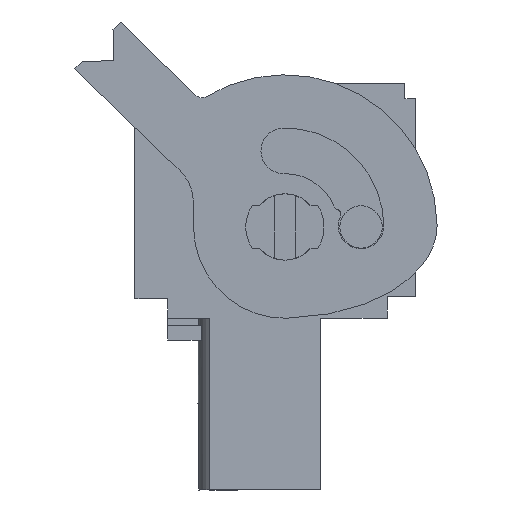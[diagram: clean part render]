
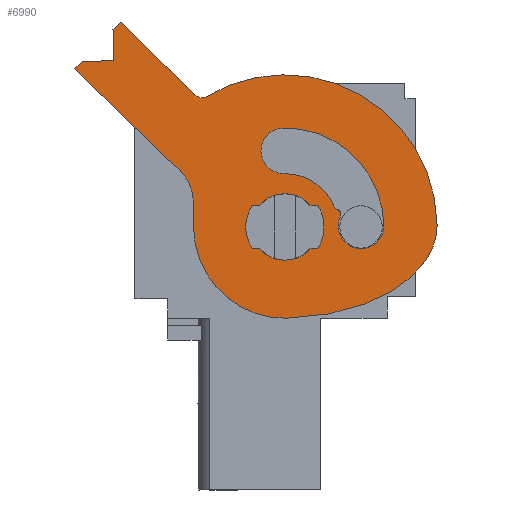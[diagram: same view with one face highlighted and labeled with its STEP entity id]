
A CAD part, left-side view. The second image highlights one B-rep face of the part: STEP entity #6990.
In plain terms, the highlighted planar face has unit normal (-1, 0, 0).
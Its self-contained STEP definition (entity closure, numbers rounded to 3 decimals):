
#6329=AXIS2_PLACEMENT_3D('Circle Axis2P3D',#6327,#6328,$) ;
#6532=AXIS2_PLACEMENT_3D('Circle Axis2P3D',#6530,#6531,$) ;
#6563=AXIS2_PLACEMENT_3D('Circle Axis2P3D',#6561,#6562,$) ;
#6716=AXIS2_PLACEMENT_3D('Circle Axis2P3D',#6714,#6715,$) ;
#6747=AXIS2_PLACEMENT_3D('Circle Axis2P3D',#6745,#6746,$) ;
#6771=AXIS2_PLACEMENT_3D('Circle Axis2P3D',#6769,#6770,$) ;
#6795=AXIS2_PLACEMENT_3D('Circle Axis2P3D',#6793,#6794,$) ;
#6819=AXIS2_PLACEMENT_3D('Circle Axis2P3D',#6817,#6818,$) ;
#6836=AXIS2_PLACEMENT_3D('Circle Axis2P3D',#6834,#6835,$) ;
#6853=AXIS2_PLACEMENT_3D('Circle Axis2P3D',#6851,#6852,$) ;
#6901=AXIS2_PLACEMENT_3D('Circle Axis2P3D',#6899,#6900,$) ;
#6957=AXIS2_PLACEMENT_3D('Plane Axis2P3D',#6954,#6955,#6956) ;
#6975=AXIS2_PLACEMENT_3D('Circle Axis2P3D',#6973,#6974,$) ;
#6324=CARTESIAN_POINT('Vertex',(0.5,6.999,13.625)) ;
#6327=CARTESIAN_POINT('Axis2P3D Location',(0.5,6.999,12.1)) ;
#6331=CARTESIAN_POINT('Vertex',(0.5,6.999,10.575)) ;
#6527=CARTESIAN_POINT('Vertex',(0.5,10.607,18.099)) ;
#6530=CARTESIAN_POINT('Axis2P3D Location',(0.5,6.999,12.1)) ;
#6534=CARTESIAN_POINT('Vertex',(0.5,0.,12.21)) ;
#6558=CARTESIAN_POINT('Vertex',(0.5,6.933,7.901)) ;
#6561=CARTESIAN_POINT('Axis2P3D Location',(0.5,6.999,12.1)) ;
#6565=CARTESIAN_POINT('Vertex',(0.5,11.198,12.034)) ;
#6589=CARTESIAN_POINT('Vertex',(0.5,16.66,19.374)) ;
#6592=CARTESIAN_POINT('Line Origine',(0.5,16.492,19.547)) ;
#6596=CARTESIAN_POINT('Vertex',(0.5,16.324,19.72)) ;
#6616=CARTESIAN_POINT('Line Origine',(0.5,15.605,19.732)) ;
#6620=CARTESIAN_POINT('Vertex',(0.5,14.886,19.743)) ;
#6640=CARTESIAN_POINT('Line Origine',(0.5,14.897,20.462)) ;
#6644=CARTESIAN_POINT('Vertex',(0.5,14.909,21.181)) ;
#6659=CARTESIAN_POINT('Line Origine',(0.5,14.741,21.355)) ;
#6663=CARTESIAN_POINT('Vertex',(0.5,14.573,21.528)) ;
#6683=CARTESIAN_POINT('Line Origine',(0.5,12.832,19.841)) ;
#6687=CARTESIAN_POINT('Vertex',(0.5,11.091,18.154)) ;
#6711=CARTESIAN_POINT('Vertex',(0.5,7.038,14.55)) ;
#6714=CARTESIAN_POINT('Axis2P3D Location',(0.5,6.999,12.1)) ;
#6718=CARTESIAN_POINT('Vertex',(0.5,4.727,13.018)) ;
#6742=CARTESIAN_POINT('Vertex',(0.5,4.583,12.897)) ;
#6745=CARTESIAN_POINT('Axis2P3D Location',(0.5,4.624,12.701)) ;
#6749=CARTESIAN_POINT('Vertex',(0.5,4.444,12.614)) ;
#6769=CARTESIAN_POINT('Axis2P3D Location',(0.5,4.542,13.093)) ;
#6790=CARTESIAN_POINT('Vertex',(0.5,7.071,16.649)) ;
#6793=CARTESIAN_POINT('Axis2P3D Location',(0.5,7.054,15.6)) ;
#6814=CARTESIAN_POINT('Vertex',(0.5,2.45,12.172)) ;
#6817=CARTESIAN_POINT('Axis2P3D Location',(0.5,6.999,12.1)) ;
#6834=CARTESIAN_POINT('Axis2P3D Location',(0.5,3.499,12.155)) ;
#6851=CARTESIAN_POINT('Axis2P3D Location',(0.5,10.813,18.442)) ;
#6872=CARTESIAN_POINT('Vertex',(0.5,11.826,14.689)) ;
#6875=CARTESIAN_POINT('Line Origine',(0.5,14.243,17.031)) ;
#6896=CARTESIAN_POINT('Vertex',(0.5,11.218,13.284)) ;
#6899=CARTESIAN_POINT('Axis2P3D Location',(0.5,13.218,13.253)) ;
#6916=CARTESIAN_POINT('Line Origine',(0.5,11.208,12.659)) ;
#6937=CARTESIAN_POINT('Control Point',(0.5,6.933,7.901)) ;
#6938=CARTESIAN_POINT('Control Point',(0.5,5.853,7.917)) ;
#6939=CARTESIAN_POINT('Control Point',(0.5,4.775,8.059)) ;
#6940=CARTESIAN_POINT('Control Point',(0.5,3.734,8.326)) ;
#6941=CARTESIAN_POINT('Control Point',(0.5,1.928,9.07)) ;
#6942=CARTESIAN_POINT('Control Point',(0.5,0.648,10.227)) ;
#6943=CARTESIAN_POINT('Control Point',(0.5,0.205,10.857)) ;
#6944=CARTESIAN_POINT('Control Point',(0.5,-0.011,11.535)) ;
#6945=CARTESIAN_POINT('Control Point',(0.5,0.,12.21)) ;
#6954=CARTESIAN_POINT('Axis2P3D Location',(0.5,8.399,24.2)) ;
#6973=CARTESIAN_POINT('Axis2P3D Location',(0.5,6.999,12.1)) ;
#6328=DIRECTION('Axis2P3D Direction',(-1.,0.,0.)) ;
#6531=DIRECTION('Axis2P3D Direction',(-1.,0.,0.)) ;
#6562=DIRECTION('Axis2P3D Direction',(-1.,0.,0.)) ;
#6593=DIRECTION('Vector Direction',(0.,-0.696,0.718)) ;
#6617=DIRECTION('Vector Direction',(0.,-1.,0.016)) ;
#6641=DIRECTION('Vector Direction',(0.,0.016,1.)) ;
#6660=DIRECTION('Vector Direction',(0.,-0.696,0.718)) ;
#6684=DIRECTION('Vector Direction',(0.,-0.718,-0.696)) ;
#6715=DIRECTION('Axis2P3D Direction',(-1.,0.,0.)) ;
#6746=DIRECTION('Axis2P3D Direction',(-1.,0.,0.)) ;
#6770=DIRECTION('Axis2P3D Direction',(-1.,0.,0.)) ;
#6794=DIRECTION('Axis2P3D Direction',(-1.,0.,0.)) ;
#6818=DIRECTION('Axis2P3D Direction',(-1.,0.,0.)) ;
#6835=DIRECTION('Axis2P3D Direction',(-1.,0.,0.)) ;
#6852=DIRECTION('Axis2P3D Direction',(-1.,0.,0.)) ;
#6876=DIRECTION('Vector Direction',(0.,-0.718,-0.696)) ;
#6900=DIRECTION('Axis2P3D Direction',(-1.,0.,0.)) ;
#6917=DIRECTION('Vector Direction',(0.,-0.016,-1.)) ;
#6955=DIRECTION('Axis2P3D Direction',(1.,0.,0.)) ;
#6956=DIRECTION('Axis2P3D XDirection',(0.,0.,-1.)) ;
#6974=DIRECTION('Axis2P3D Direction',(1.,0.,0.)) ;
#6594=VECTOR('Line Direction',#6593,1.) ;
#6618=VECTOR('Line Direction',#6617,1.) ;
#6642=VECTOR('Line Direction',#6641,1.) ;
#6661=VECTOR('Line Direction',#6660,1.) ;
#6685=VECTOR('Line Direction',#6684,1.) ;
#6877=VECTOR('Line Direction',#6876,1.) ;
#6918=VECTOR('Line Direction',#6917,1.) ;
#6960=ORIENTED_EDGE('',*,*,#6946,.T.) ;
#6961=ORIENTED_EDGE('',*,*,#6536,.F.) ;
#6962=ORIENTED_EDGE('',*,*,#6855,.T.) ;
#6963=ORIENTED_EDGE('',*,*,#6689,.F.) ;
#6964=ORIENTED_EDGE('',*,*,#6665,.F.) ;
#6965=ORIENTED_EDGE('',*,*,#6646,.F.) ;
#6966=ORIENTED_EDGE('',*,*,#6622,.F.) ;
#6967=ORIENTED_EDGE('',*,*,#6598,.F.) ;
#6968=ORIENTED_EDGE('',*,*,#6879,.T.) ;
#6969=ORIENTED_EDGE('',*,*,#6903,.T.) ;
#6970=ORIENTED_EDGE('',*,*,#6920,.T.) ;
#6971=ORIENTED_EDGE('',*,*,#6567,.F.) ;
#6979=ORIENTED_EDGE('',*,*,#6977,.T.) ;
#6980=ORIENTED_EDGE('',*,*,#6333,.T.) ;
#6983=ORIENTED_EDGE('',*,*,#6821,.T.) ;
#6984=ORIENTED_EDGE('',*,*,#6838,.T.) ;
#6985=ORIENTED_EDGE('',*,*,#6751,.F.) ;
#6986=ORIENTED_EDGE('',*,*,#6773,.T.) ;
#6987=ORIENTED_EDGE('',*,*,#6720,.F.) ;
#6988=ORIENTED_EDGE('',*,*,#6797,.T.) ;
#6981=FACE_BOUND('',#6978,.T.) ;
#6989=FACE_BOUND('',#6982,.T.) ;
#6990=ADVANCED_FACE('L\X2\00F6\X0\sehebel.2',(#6972,#6981,#6989),#6958,.F.) ;
#6936=B_SPLINE_CURVE_WITH_KNOTS('',5,(#6937,#6938,#6939,#6940,#6941,#6942,#6943,#6944,#6945),.UNSPECIFIED.,.F.,.U.,(6,3,6),(0.,8.296,15.673),.UNSPECIFIED.) ;
#6330=CIRCLE('generated circle',#6329,1.525) ;
#6533=CIRCLE('generated circle',#6532,7.) ;
#6564=CIRCLE('generated circle',#6563,4.2) ;
#6717=CIRCLE('generated circle',#6716,2.45) ;
#6748=CIRCLE('generated circle',#6747,0.2) ;
#6772=CIRCLE('generated circle',#6771,0.2) ;
#6796=CIRCLE('generated circle',#6795,1.05) ;
#6820=CIRCLE('generated circle',#6819,4.55) ;
#6837=CIRCLE('generated circle',#6836,1.05) ;
#6854=CIRCLE('generated circle',#6853,0.4) ;
#6902=CIRCLE('generated circle',#6901,2.) ;
#6976=CIRCLE('generated circle',#6975,1.525) ;
#6333=EDGE_CURVE('',#6332,#6325,#6330,.F.) ;
#6536=EDGE_CURVE('',#6528,#6535,#6533,.F.) ;
#6567=EDGE_CURVE('',#6559,#6566,#6564,.F.) ;
#6598=EDGE_CURVE('',#6590,#6597,#6595,.T.) ;
#6622=EDGE_CURVE('',#6597,#6621,#6619,.T.) ;
#6646=EDGE_CURVE('',#6621,#6645,#6643,.T.) ;
#6665=EDGE_CURVE('',#6645,#6664,#6662,.T.) ;
#6689=EDGE_CURVE('',#6664,#6688,#6686,.T.) ;
#6720=EDGE_CURVE('',#6712,#6719,#6717,.F.) ;
#6751=EDGE_CURVE('',#6743,#6750,#6748,.F.) ;
#6773=EDGE_CURVE('',#6743,#6719,#6772,.F.) ;
#6797=EDGE_CURVE('',#6712,#6791,#6796,.F.) ;
#6821=EDGE_CURVE('',#6791,#6815,#6820,.F.) ;
#6838=EDGE_CURVE('',#6815,#6750,#6837,.F.) ;
#6855=EDGE_CURVE('',#6528,#6688,#6854,.F.) ;
#6879=EDGE_CURVE('',#6590,#6873,#6878,.T.) ;
#6903=EDGE_CURVE('',#6873,#6897,#6902,.F.) ;
#6920=EDGE_CURVE('',#6897,#6566,#6919,.T.) ;
#6946=EDGE_CURVE('',#6559,#6535,#6936,.T.) ;
#6977=EDGE_CURVE('',#6325,#6332,#6976,.T.) ;
#6959=EDGE_LOOP('',(#6960,#6961,#6962,#6963,#6964,#6965,#6966,#6967,#6968,#6969,#6970,#6971)) ;
#6978=EDGE_LOOP('',(#6979,#6980)) ;
#6982=EDGE_LOOP('',(#6983,#6984,#6985,#6986,#6987,#6988)) ;
#6972=FACE_OUTER_BOUND('',#6959,.T.) ;
#6595=LINE('Line',#6592,#6594) ;
#6619=LINE('Line',#6616,#6618) ;
#6643=LINE('Line',#6640,#6642) ;
#6662=LINE('Line',#6659,#6661) ;
#6686=LINE('Line',#6683,#6685) ;
#6878=LINE('Line',#6875,#6877) ;
#6919=LINE('Line',#6916,#6918) ;
#6958=PLANE('',#6957) ;
#6325=VERTEX_POINT('',#6324) ;
#6332=VERTEX_POINT('',#6331) ;
#6528=VERTEX_POINT('',#6527) ;
#6535=VERTEX_POINT('',#6534) ;
#6559=VERTEX_POINT('',#6558) ;
#6566=VERTEX_POINT('',#6565) ;
#6590=VERTEX_POINT('',#6589) ;
#6597=VERTEX_POINT('',#6596) ;
#6621=VERTEX_POINT('',#6620) ;
#6645=VERTEX_POINT('',#6644) ;
#6664=VERTEX_POINT('',#6663) ;
#6688=VERTEX_POINT('',#6687) ;
#6712=VERTEX_POINT('',#6711) ;
#6719=VERTEX_POINT('',#6718) ;
#6743=VERTEX_POINT('',#6742) ;
#6750=VERTEX_POINT('',#6749) ;
#6791=VERTEX_POINT('',#6790) ;
#6815=VERTEX_POINT('',#6814) ;
#6873=VERTEX_POINT('',#6872) ;
#6897=VERTEX_POINT('',#6896) ;
